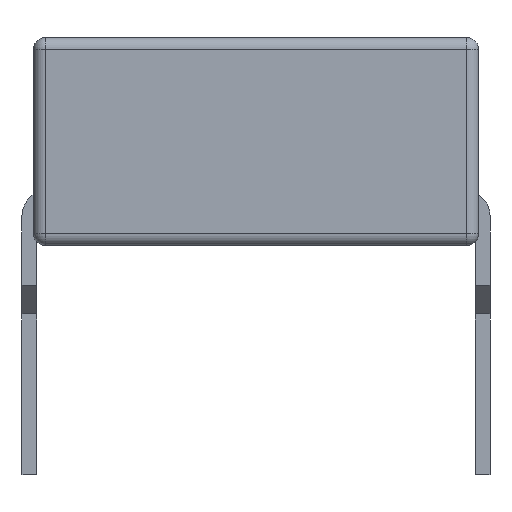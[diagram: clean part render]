
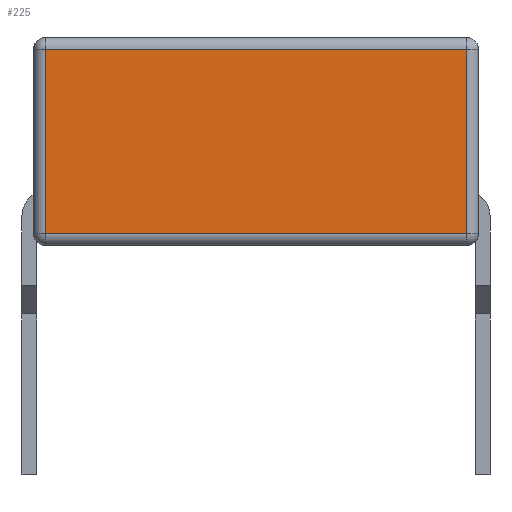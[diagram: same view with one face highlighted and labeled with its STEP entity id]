
A CAD part, front view. The second image highlights one B-rep face of the part: STEP entity #225.
In plain terms, the highlighted planar face has unit normal (0, -1, 0).
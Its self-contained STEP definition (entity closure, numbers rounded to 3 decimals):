
#13=DIRECTION('',(0.,0.,1.));
#14=DIRECTION('',(1.,0.,0.));
#90=VECTOR('',#13,1.);
#96=CARTESIAN_POINT('',(-3.745,-12.42,1.35));
#98=DIRECTION('',(0.,1.,0.));
#108=CARTESIAN_POINT('',(-3.745,-12.42,4.45));
#111=CARTESIAN_POINT('',(-3.745,-12.42,1.15));
#117=VERTEX_POINT('',#118);
#118=CARTESIAN_POINT('',(-3.545,-12.42,1.35));
#123=ORIENTED_EDGE('',*,*,#124,.T.);
#124=EDGE_CURVE('',#117,#125,#127,.T.);
#125=VERTEX_POINT('',#126);
#126=CARTESIAN_POINT('',(-3.545,-12.42,4.45));
#127=LINE('',#128,#90);
#128=CARTESIAN_POINT('',(-3.545,-12.42,1.15));
#225=ADVANCED_FACE('',(#226),#243,.F.);
#226=FACE_BOUND('',#227,.F.);
#227=EDGE_LOOP('',(#123,#228,#234,#240));
#228=ORIENTED_EDGE('',*,*,#229,.T.);
#229=EDGE_CURVE('',#125,#230,#232,.T.);
#230=VERTEX_POINT('',#231);
#231=CARTESIAN_POINT('',(3.545,-12.42,4.45));
#232=LINE('',#108,#233);
#233=VECTOR('',#14,1.);
#234=ORIENTED_EDGE('',*,*,#235,.F.);
#235=EDGE_CURVE('',#236,#230,#238,.T.);
#236=VERTEX_POINT('',#237);
#237=CARTESIAN_POINT('',(3.545,-12.42,1.35));
#238=LINE('',#239,#90);
#239=CARTESIAN_POINT('',(3.545,-12.42,1.15));
#240=ORIENTED_EDGE('',*,*,#241,.F.);
#241=EDGE_CURVE('',#117,#236,#242,.T.);
#242=LINE('',#96,#233);
#243=PLANE('',#244);
#244=AXIS2_PLACEMENT_3D('',#111,#98,#13);
